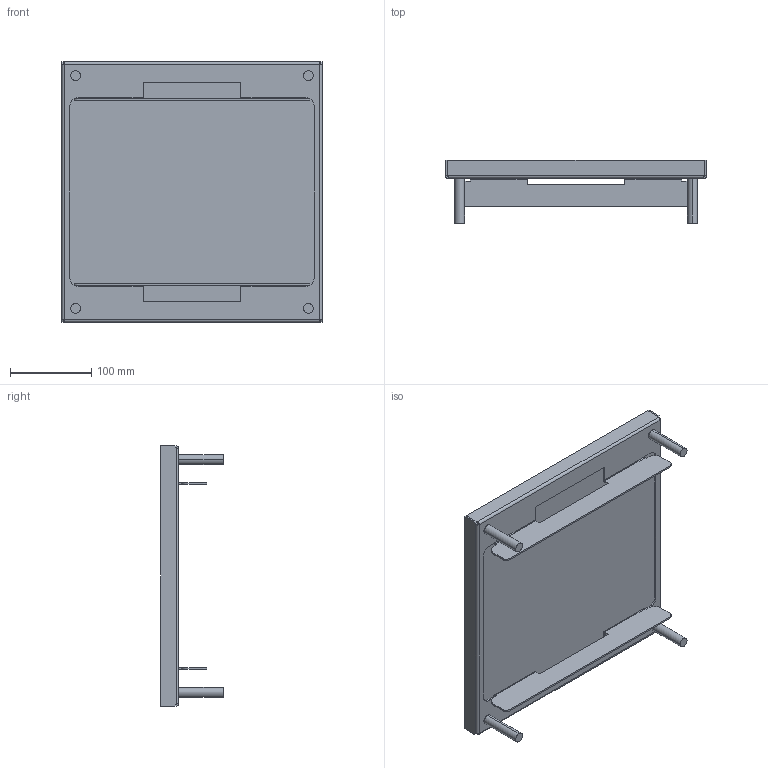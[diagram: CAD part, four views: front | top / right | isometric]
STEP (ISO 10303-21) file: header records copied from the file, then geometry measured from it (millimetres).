
FILE_DESCRIPTION((''),'2;1');
FILE_NAME('EKQ160BL15_ASM','2024-02-29T11:21:29',('goergem'),(''),'CREO PARAMETRIC BY PTC INC, 2022281','CREO PARAMETRIC BY PTC INC, 2022281','');
FILE_SCHEMA(('AUTOMOTIVE_DESIGN { 1 0 10303 214 1 1 1 1 }'));
Length unit declared in the file: millimetre
Products named in the file (7): T-00644_1; U09001_1; T-00833_ASM_1_ASM; T-00649_1; T-00880_ASM_1_ASM; T-00953_ASM_1_ASM; EKQ160BL15_ASM
Assembly tree (9 placements, depth 4):
  EKQ160BL15_ASM
    T-00953_ASM_1_ASM
      T-00833_ASM_1_ASM
        T-00644_1
        U09001_1  x4
      T-00880_ASM_1_ASM
        T-00649_1
Bounding box: 320 x 77 x 320 mm (x, y, z)
Volume: 375135.5 mm3; surface area: 394189 mm2
Topology: 2 solids, 6 shells, 188 faces, 464 edges, 296 vertices
Faces by surface type: plane 136, cylinder 52
Entity records: 9655 total; most frequent: DIRECTION 1341, CARTESIAN_POINT 1174, ORIENTED_EDGE 792, AXIS2_PLACEMENT_3D 457, PROPERTY_DEFINITION 438, REPRESENTATION 435, PROPERTY_DEFINITION_REPRESENTATION 435, EDGE_CURVE 396
